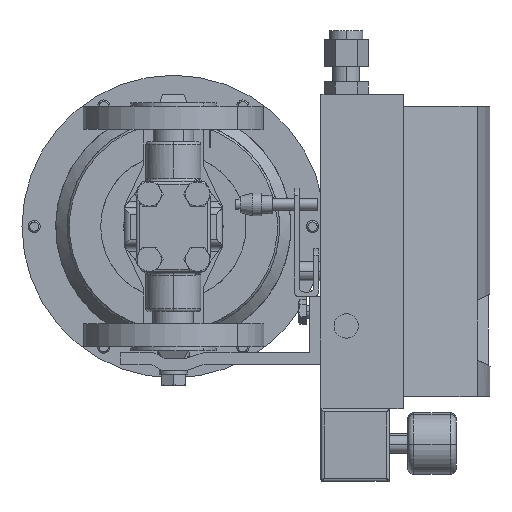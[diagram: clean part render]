
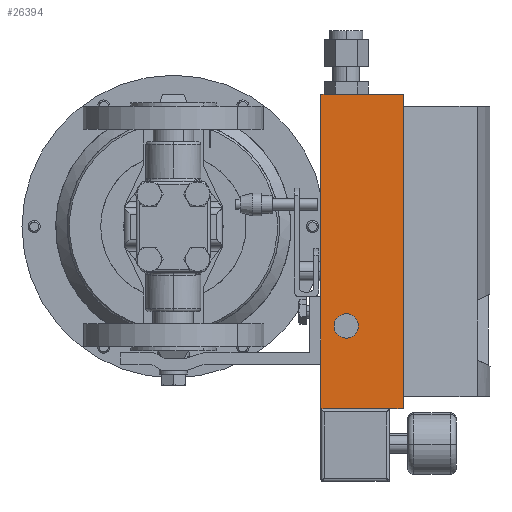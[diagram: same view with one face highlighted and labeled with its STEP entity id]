
A CAD part, front view. The second image highlights one B-rep face of the part: STEP entity #26394.
In plain terms, the highlighted planar face has unit normal (0, -1, 0).
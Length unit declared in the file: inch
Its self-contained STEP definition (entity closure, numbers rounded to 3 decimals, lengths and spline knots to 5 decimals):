
#670 = EDGE_CURVE ( 'NONE', #33294, #8277, #8532, .T. ) ;
#671 = ORIENTED_EDGE ( 'NONE', *, *, #21885, .F. ) ;
#707 = VERTEX_POINT ( 'NONE', #11583 ) ;
#735 = CARTESIAN_POINT ( 'NONE',  ( 6.14716, 7.16759, 0.46644 ) ) ;
#746 = EDGE_LOOP ( 'NONE', ( #7050, #8459 ) ) ;
#888 = VERTEX_POINT ( 'NONE', #4495 ) ;
#2848 = PLANE ( 'NONE',  #11658 ) ;
#3005 = DIRECTION ( 'NONE',  ( 0., -1., 0. ) ) ;
#3169 = LINE ( 'NONE', #6740, #32206 ) ;
#3273 = DIRECTION ( 'NONE',  ( 0., 0., -1. ) ) ;
#3398 = EDGE_CURVE ( 'NONE', #4750, #33294, #13248, .T. ) ;
#3529 = VERTEX_POINT ( 'NONE', #26569 ) ;
#4495 = CARTESIAN_POINT ( 'NONE',  ( 5.21984, 7.16759, 2.17818 ) ) ;
#4723 = ORIENTED_EDGE ( 'NONE', *, *, #30448, .T. ) ;
#4750 = VERTEX_POINT ( 'NONE', #19720 ) ;
#4873 = VECTOR ( 'NONE', #28880, 39.37008 ) ;
#6462 = DIRECTION ( 'NONE',  ( 1., 0., 0. ) ) ;
#6740 = CARTESIAN_POINT ( 'NONE',  ( 6.14716, 7.16759, 0.71644 ) ) ;
#6744 = VERTEX_POINT ( 'NONE', #735 ) ;
#6783 = VECTOR ( 'NONE', #28258, 39.37008 ) ;
#7050 = ORIENTED_EDGE ( 'NONE', *, *, #16836, .F. ) ;
#8277 = VERTEX_POINT ( 'NONE', #36500 ) ;
#8391 = CARTESIAN_POINT ( 'NONE',  ( 4.44719, 7.16759, 0.71644 ) ) ;
#8459 = ORIENTED_EDGE ( 'NONE', *, *, #11159, .F. ) ;
#8503 = DIRECTION ( 'NONE',  ( -1., 0., 0. ) ) ;
#8532 = LINE ( 'NONE', #25439, #6783 ) ;
#9414 = AXIS2_PLACEMENT_3D ( 'NONE', #19901, #3005, #22663 ) ;
#9686 = CIRCLE ( 'NONE', #9414, 0.25157 ) ;
#10033 = VECTOR ( 'NONE', #24850, 39.37008 ) ;
#10166 = CARTESIAN_POINT ( 'NONE',  ( 4.96827, 7.16759, 2.17818 ) ) ;
#10862 = CARTESIAN_POINT ( 'NONE',  ( 4.44719, 7.16759, 0.71644 ) ) ;
#10878 = EDGE_CURVE ( 'NONE', #14136, #19617, #15237, .T. ) ;
#11009 = CARTESIAN_POINT ( 'NONE',  ( 6.14716, 7.16759, 6.96644 ) ) ;
#11159 = EDGE_CURVE ( 'NONE', #888, #27227, #22230, .T. ) ;
#11466 = VECTOR ( 'NONE', #6462, 39.37008 ) ;
#11583 = CARTESIAN_POINT ( 'NONE',  ( 4.44719, 7.16759, 0.46644 ) ) ;
#11658 = AXIS2_PLACEMENT_3D ( 'NONE', #8391, #25308, #8503 ) ;
#11664 = VECTOR ( 'NONE', #23147, 39.37008 ) ;
#12392 = LINE ( 'NONE', #20472, #4873 ) ;
#12565 = LINE ( 'NONE', #34404, #11664 ) ;
#12975 = LINE ( 'NONE', #20145, #27851 ) ;
#13001 = EDGE_LOOP ( 'NONE', ( #14630, #4723, #32435, #671, #22380, #16107, #29537, #23579, #28990 ) ) ;
#13033 = DIRECTION ( 'NONE',  ( -1., 0., 0. ) ) ;
#13248 = LINE ( 'NONE', #26097, #11466 ) ;
#13402 = VECTOR ( 'NONE', #35773, 39.37008 ) ;
#13473 = VECTOR ( 'NONE', #30877, 39.37008 ) ;
#13669 = CARTESIAN_POINT ( 'NONE',  ( 6.14716, 7.16759, 6.71644 ) ) ;
#14136 = VERTEX_POINT ( 'NONE', #20335 ) ;
#14630 = ORIENTED_EDGE ( 'NONE', *, *, #25951, .T. ) ;
#15237 = LINE ( 'NONE', #19912, #13473 ) ;
#15910 = AXIS2_PLACEMENT_3D ( 'NONE', #10166, #29802, #13033 ) ;
#16107 = ORIENTED_EDGE ( 'NONE', *, *, #3398, .F. ) ;
#16836 = EDGE_CURVE ( 'NONE', #27227, #888, #9686, .T. ) ;
#19617 = VERTEX_POINT ( 'NONE', #27530 ) ;
#19720 = CARTESIAN_POINT ( 'NONE',  ( 4.44719, 7.16759, 6.96644 ) ) ;
#19901 = CARTESIAN_POINT ( 'NONE',  ( 4.96827, 7.16759, 2.17818 ) ) ;
#19912 = CARTESIAN_POINT ( 'NONE',  ( 4.44719, 7.16759, 0.71644 ) ) ;
#20145 = CARTESIAN_POINT ( 'NONE',  ( 4.44719, 7.16759, 0.71644 ) ) ;
#20335 = CARTESIAN_POINT ( 'NONE',  ( 4.44719, 7.16759, 2.78644 ) ) ;
#20472 = CARTESIAN_POINT ( 'NONE',  ( 7.4532, 7.16759, 0.46644 ) ) ;
#21145 = CARTESIAN_POINT ( 'NONE',  ( 5.86459, 7.16759, 0.46644 ) ) ;
#21885 = EDGE_CURVE ( 'NONE', #8277, #3529, #28294, .T. ) ;
#22230 = CIRCLE ( 'NONE', #15910, 0.25157 ) ;
#22380 = ORIENTED_EDGE ( 'NONE', *, *, #670, .F. ) ;
#22663 = DIRECTION ( 'NONE',  ( -1., 0., 0. ) ) ;
#23147 = DIRECTION ( 'NONE',  ( 1., 0., 0. ) ) ;
#23579 = ORIENTED_EDGE ( 'NONE', *, *, #10878, .T. ) ;
#24850 = DIRECTION ( 'NONE',  ( 0., 0., -1. ) ) ;
#25293 = EDGE_CURVE ( 'NONE', #3529, #6744, #3169, .T. ) ;
#25308 = DIRECTION ( 'NONE',  ( 0., 1., 0. ) ) ;
#25439 = CARTESIAN_POINT ( 'NONE',  ( 6.14716, 7.16759, 6.96644 ) ) ;
#25951 = EDGE_CURVE ( 'NONE', #707, #26728, #12392, .T. ) ;
#26097 = CARTESIAN_POINT ( 'NONE',  ( 4.44719, 7.16759, 6.96644 ) ) ;
#26394 = ADVANCED_FACE ( 'NONE', ( #27706, #35327 ), #2848, .F. ) ;
#26569 = CARTESIAN_POINT ( 'NONE',  ( 6.14716, 7.16759, 0.71644 ) ) ;
#26728 = VERTEX_POINT ( 'NONE', #21145 ) ;
#26821 = CARTESIAN_POINT ( 'NONE',  ( 4.71669, 7.16759, 2.17818 ) ) ;
#27227 = VERTEX_POINT ( 'NONE', #26821 ) ;
#27530 = CARTESIAN_POINT ( 'NONE',  ( 4.44719, 7.16759, 1.38644 ) ) ;
#27706 = FACE_OUTER_BOUND ( 'NONE', #13001, .T. ) ;
#27851 = VECTOR ( 'NONE', #3273, 39.37008 ) ;
#28258 = DIRECTION ( 'NONE',  ( 0., 0., -1. ) ) ;
#28286 = EDGE_CURVE ( 'NONE', #4750, #14136, #32492, .T. ) ;
#28294 = LINE ( 'NONE', #13669, #13402 ) ;
#28880 = DIRECTION ( 'NONE',  ( 1., 0., 0. ) ) ;
#28990 = ORIENTED_EDGE ( 'NONE', *, *, #31144, .T. ) ;
#29537 = ORIENTED_EDGE ( 'NONE', *, *, #28286, .T. ) ;
#29802 = DIRECTION ( 'NONE',  ( 0., -1., 0. ) ) ;
#30448 = EDGE_CURVE ( 'NONE', #26728, #6744, #12565, .T. ) ;
#30877 = DIRECTION ( 'NONE',  ( 0., 0., -1. ) ) ;
#31144 = EDGE_CURVE ( 'NONE', #19617, #707, #12975, .T. ) ;
#32025 = DIRECTION ( 'NONE',  ( 0., 0., -1. ) ) ;
#32206 = VECTOR ( 'NONE', #32025, 39.37008 ) ;
#32435 = ORIENTED_EDGE ( 'NONE', *, *, #25293, .F. ) ;
#32492 = LINE ( 'NONE', #10862, #10033 ) ;
#33294 = VERTEX_POINT ( 'NONE', #11009 ) ;
#34404 = CARTESIAN_POINT ( 'NONE',  ( 4.44719, 7.16759, 0.46644 ) ) ;
#35327 = FACE_BOUND ( 'NONE', #746, .T. ) ;
#35773 = DIRECTION ( 'NONE',  ( 0., 0., -1. ) ) ;
#36500 = CARTESIAN_POINT ( 'NONE',  ( 6.14716, 7.16759, 6.71644 ) ) ;
